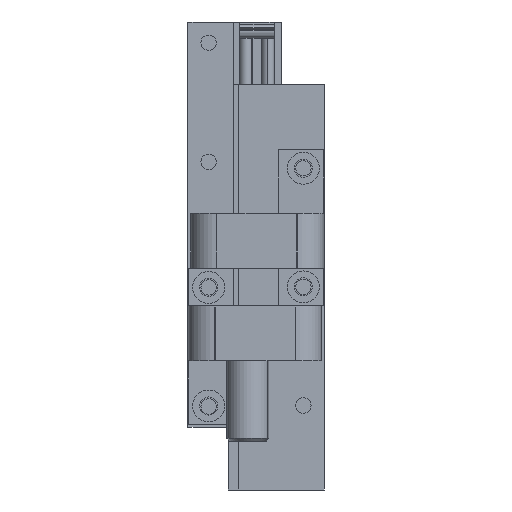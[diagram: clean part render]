
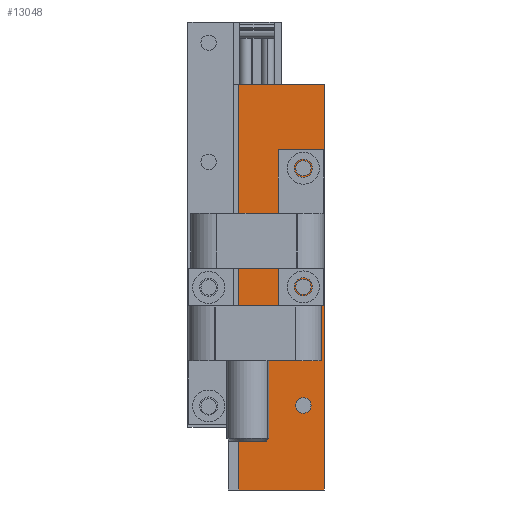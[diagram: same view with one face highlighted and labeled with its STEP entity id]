
A CAD part, left-side view. The second image highlights one B-rep face of the part: STEP entity #13048.
In plain terms, the highlighted planar face has unit normal (-1, 0, 0).
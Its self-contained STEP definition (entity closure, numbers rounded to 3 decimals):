
#25 = FACE_BOUND ( 'NONE', #7142, .T. ) ;
#84 = VECTOR ( 'NONE', #8332, 1000. ) ;
#188 = DIRECTION ( 'NONE',  ( 0., 0., 1. ) ) ;
#310 = DIRECTION ( 'NONE',  ( 1., 0., 0. ) ) ;
#598 = CARTESIAN_POINT ( 'NONE',  ( 0., 3.9, 60.5 ) ) ;
#845 = EDGE_CURVE ( 'NONE', #4399, #1614, #8550, .T. ) ;
#1046 = CARTESIAN_POINT ( 'NONE',  ( 0., 3.9, 59.05 ) ) ;
#1118 = PLANE ( 'NONE',  #2731 ) ;
#1195 = DIRECTION ( 'NONE',  ( -1., 0., 0. ) ) ;
#1614 = VERTEX_POINT ( 'NONE', #14365 ) ;
#1935 = DIRECTION ( 'NONE',  ( -1., 0., 0. ) ) ;
#2048 = VERTEX_POINT ( 'NONE', #1046 ) ;
#2107 = EDGE_LOOP ( 'NONE', ( #6996, #8313, #3263, #6388 ) ) ;
#2189 = CARTESIAN_POINT ( 'NONE',  ( 0., 3.9, 15.9 ) ) ;
#2361 = FACE_OUTER_BOUND ( 'NONE', #2107, .T. ) ;
#2440 = VERTEX_POINT ( 'NONE', #13816 ) ;
#2731 = AXIS2_PLACEMENT_3D ( 'NONE', #13601, #310, #8016 ) ;
#2884 = CARTESIAN_POINT ( 'NONE',  ( 0., 3.9, 15.9 ) ) ;
#2960 = CIRCLE ( 'NONE', #4822, 1.45 ) ;
#3010 = DIRECTION ( 'NONE',  ( -1., 0., 0. ) ) ;
#3161 = ORIENTED_EDGE ( 'NONE', *, *, #5319, .F. ) ;
#3203 = CIRCLE ( 'NONE', #14004, 1.45 ) ;
#3263 = ORIENTED_EDGE ( 'NONE', *, *, #8090, .F. ) ;
#3471 = EDGE_LOOP ( 'NONE', ( #9778, #8394 ) ) ;
#3754 = EDGE_CURVE ( 'NONE', #8981, #2048, #5306, .T. ) ;
#3904 = CARTESIAN_POINT ( 'NONE',  ( 0., 3.9, 61.95 ) ) ;
#3934 = LINE ( 'NONE', #11588, #13825 ) ;
#4248 = CIRCLE ( 'NONE', #5635, 1.45 ) ;
#4399 = VERTEX_POINT ( 'NONE', #6591 ) ;
#4822 = AXIS2_PLACEMENT_3D ( 'NONE', #5348, #3010, #7500 ) ;
#5306 = CIRCLE ( 'NONE', #9545, 1.45 ) ;
#5319 = EDGE_CURVE ( 'NONE', #11349, #11148, #11446, .T. ) ;
#5348 = CARTESIAN_POINT ( 'NONE',  ( 0., 3.9, 60.5 ) ) ;
#5581 = DIRECTION ( 'NONE',  ( 0., 0., 1. ) ) ;
#5635 = AXIS2_PLACEMENT_3D ( 'NONE', #6937, #6727, #188 ) ;
#6388 = ORIENTED_EDGE ( 'NONE', *, *, #11900, .T. ) ;
#6430 = CARTESIAN_POINT ( 'NONE',  ( 0., 3.9, 39.65 ) ) ;
#6481 = DIRECTION ( 'NONE',  ( 0., 0., 1. ) ) ;
#6591 = CARTESIAN_POINT ( 'NONE',  ( 0., 16., 0. ) ) ;
#6727 = DIRECTION ( 'NONE',  ( -1., 0., 0. ) ) ;
#6884 = EDGE_CURVE ( 'NONE', #11148, #11349, #11482, .T. ) ;
#6937 = CARTESIAN_POINT ( 'NONE',  ( 0., 3.9, 38.2 ) ) ;
#6996 = ORIENTED_EDGE ( 'NONE', *, *, #845, .T. ) ;
#7119 = LINE ( 'NONE', #7625, #12678 ) ;
#7142 = EDGE_LOOP ( 'NONE', ( #10879, #3161 ) ) ;
#7263 = VERTEX_POINT ( 'NONE', #6430 ) ;
#7287 = CARTESIAN_POINT ( 'NONE',  ( 0., 0., 0. ) ) ;
#7496 = AXIS2_PLACEMENT_3D ( 'NONE', #2189, #10186, #12320 ) ;
#7500 = DIRECTION ( 'NONE',  ( 0., 0., 1. ) ) ;
#7625 = CARTESIAN_POINT ( 'NONE',  ( 0., 0., 76.2 ) ) ;
#7708 = VECTOR ( 'NONE', #11837, 1000. ) ;
#8016 = DIRECTION ( 'NONE',  ( 0., 0., -1. ) ) ;
#8090 = EDGE_CURVE ( 'NONE', #11772, #2440, #3934, .T. ) ;
#8313 = ORIENTED_EDGE ( 'NONE', *, *, #13690, .F. ) ;
#8332 = DIRECTION ( 'NONE',  ( 0., -1., 0. ) ) ;
#8394 = ORIENTED_EDGE ( 'NONE', *, *, #12957, .F. ) ;
#8463 = DIRECTION ( 'NONE',  ( -1., 0., 0. ) ) ;
#8466 = CARTESIAN_POINT ( 'NONE',  ( 0., 16., 76.2 ) ) ;
#8511 = VERTEX_POINT ( 'NONE', #14082 ) ;
#8550 = LINE ( 'NONE', #7287, #84 ) ;
#8683 = LINE ( 'NONE', #12126, #7708 ) ;
#8981 = VERTEX_POINT ( 'NONE', #3904 ) ;
#9006 = CARTESIAN_POINT ( 'NONE',  ( 0., 3.9, 17.35 ) ) ;
#9545 = AXIS2_PLACEMENT_3D ( 'NONE', #598, #8463, #11679 ) ;
#9748 = EDGE_CURVE ( 'NONE', #7263, #8511, #4248, .T. ) ;
#9778 = ORIENTED_EDGE ( 'NONE', *, *, #9748, .F. ) ;
#10186 = DIRECTION ( 'NONE',  ( -1., 0., 0. ) ) ;
#10380 = FACE_BOUND ( 'NONE', #3471, .T. ) ;
#10491 = DIRECTION ( 'NONE',  ( 0., -1., 0. ) ) ;
#10519 = AXIS2_PLACEMENT_3D ( 'NONE', #2884, #1935, #6481 ) ;
#10685 = CARTESIAN_POINT ( 'NONE',  ( 0., 3.9, 14.45 ) ) ;
#10877 = DIRECTION ( 'NONE',  ( 0., 0., -1. ) ) ;
#10879 = ORIENTED_EDGE ( 'NONE', *, *, #6884, .F. ) ;
#11148 = VERTEX_POINT ( 'NONE', #9006 ) ;
#11156 = ORIENTED_EDGE ( 'NONE', *, *, #13222, .F. ) ;
#11243 = EDGE_LOOP ( 'NONE', ( #13058, #11156 ) ) ;
#11349 = VERTEX_POINT ( 'NONE', #10685 ) ;
#11446 = CIRCLE ( 'NONE', #10519, 1.45 ) ;
#11482 = CIRCLE ( 'NONE', #7496, 1.45 ) ;
#11588 = CARTESIAN_POINT ( 'NONE',  ( 0., 0., 76.2 ) ) ;
#11679 = DIRECTION ( 'NONE',  ( 0., 0., 1. ) ) ;
#11772 = VERTEX_POINT ( 'NONE', #8466 ) ;
#11837 = DIRECTION ( 'NONE',  ( 0., 0., -1. ) ) ;
#11900 = EDGE_CURVE ( 'NONE', #11772, #4399, #8683, .T. ) ;
#12126 = CARTESIAN_POINT ( 'NONE',  ( 0., 16., 76.2 ) ) ;
#12320 = DIRECTION ( 'NONE',  ( 0., 0., 1. ) ) ;
#12678 = VECTOR ( 'NONE', #10877, 1000. ) ;
#12957 = EDGE_CURVE ( 'NONE', #8511, #7263, #3203, .T. ) ;
#13048 = ADVANCED_FACE ( 'NONE', ( #10380, #13521, #2361, #25 ), #1118, .F. ) ;
#13058 = ORIENTED_EDGE ( 'NONE', *, *, #3754, .F. ) ;
#13222 = EDGE_CURVE ( 'NONE', #2048, #8981, #2960, .T. ) ;
#13521 = FACE_BOUND ( 'NONE', #11243, .T. ) ;
#13601 = CARTESIAN_POINT ( 'NONE',  ( 0., 0., 76.2 ) ) ;
#13680 = CARTESIAN_POINT ( 'NONE',  ( 0., 3.9, 38.2 ) ) ;
#13690 = EDGE_CURVE ( 'NONE', #2440, #1614, #7119, .T. ) ;
#13816 = CARTESIAN_POINT ( 'NONE',  ( 0., 0., 76.2 ) ) ;
#13825 = VECTOR ( 'NONE', #10491, 1000. ) ;
#14004 = AXIS2_PLACEMENT_3D ( 'NONE', #13680, #1195, #5581 ) ;
#14082 = CARTESIAN_POINT ( 'NONE',  ( 0., 3.9, 36.75 ) ) ;
#14365 = CARTESIAN_POINT ( 'NONE',  ( 0., 0., 0. ) ) ;
